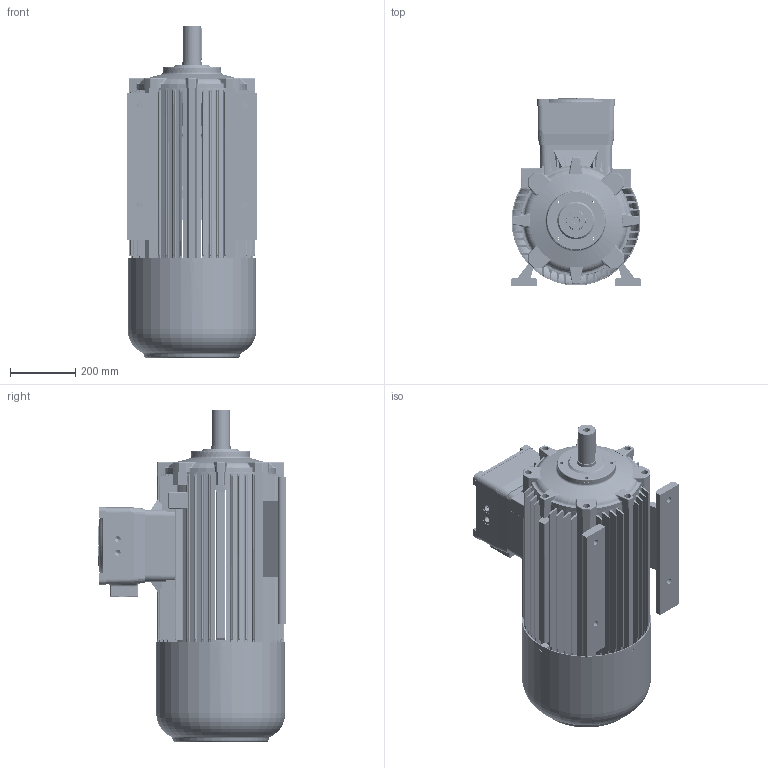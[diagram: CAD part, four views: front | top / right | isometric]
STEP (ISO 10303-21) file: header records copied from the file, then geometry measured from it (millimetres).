
FILE_DESCRIPTION (( 'STEP AP203' ), '1' );
FILE_NAME ('IE 3 ASA 200 Lb-4 B3.STEP', '2019-10-07T11:15:24', ( '' ), ( '' ), 'SwSTEP 2.0', 'SolidWorks 2014', '' );
FILE_SCHEMA (( 'CONFIG_CONTROL_DESIGN' ));
Length unit declared in the file: millimetre
Products named in the file (1): IE 3 ASA 200 Lb-4 B3
Bounding box: 400 x 576 x 1017 mm (x, y, z)
Surface area: 3138788.7 mm2 (no closed solid volume)
Topology: 0 solids, 7 shells, 2337 faces, 6948 edges, 4617 vertices
Faces by surface type: cylinder 1786, plane 335, cone 91, torus 59, bspline 50, sphere 16
Entity records: 86779 total; most frequent: CARTESIAN_POINT 22528, DIRECTION 14376, ORIENTED_EDGE 12066, EDGE_CURVE 6944, AXIS2_PLACEMENT_3D 5883, VERTEX_POINT 4617, CIRCLE 3595, EDGE_LOOP 3103
